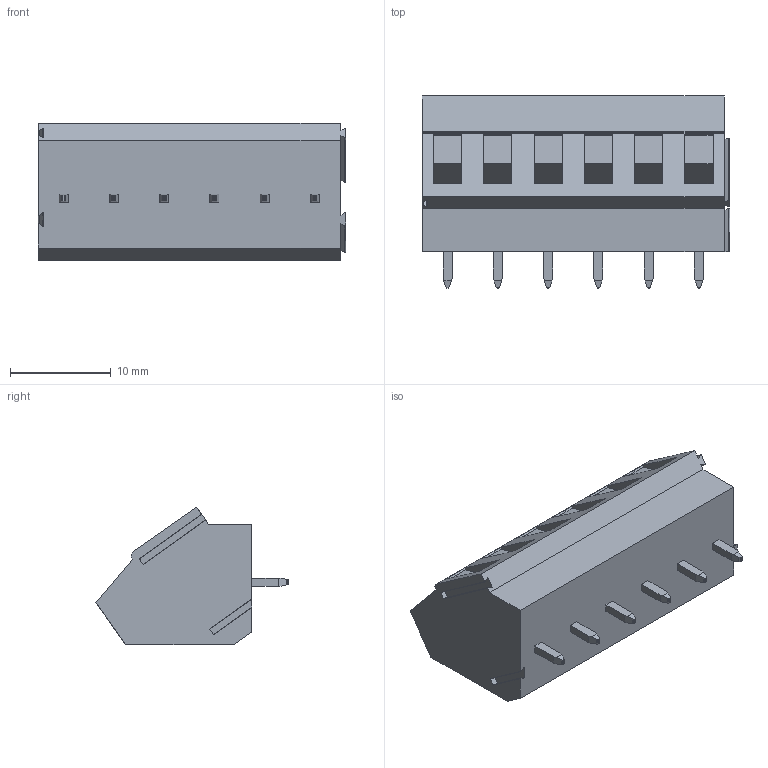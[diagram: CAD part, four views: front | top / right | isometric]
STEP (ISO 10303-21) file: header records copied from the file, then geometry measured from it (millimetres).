
FILE_DESCRIPTION(('STEP AP214'),'1');
FILE_NAME('terminal_blocks_a-tb500t206sb.stp','2020-03-14T02:59:02',('TraceParts'),('TraceParts S.A.'),'Spatial InterOp 3D',' ',' ');
FILE_SCHEMA(('AUTOMOTIVE_DESIGN { 1 0 10303 214 1 1 1 1 }'));
Length unit declared in the file: millimetre
Products named in the file (1): terminal_blocks_a-tb500t206sb
Bounding box: 30.55 x 19.09 x 13.7 mm (x, y, z)
Volume: 4189.6 mm3; surface area: 2572.5 mm2
Topology: 1 solids, 1 shells, 245 faces, 645 edges, 432 vertices
Faces by surface type: plane 205, cylinder 40
Entity records: 9469 total; most frequent: CARTESIAN_POINT 1323, ORIENTED_EDGE 1290, DIRECTION 1223, EDGE_CURVE 645, LINE 559, VECTOR 559, VERTEX_POINT 432, AXIS2_PLACEMENT_3D 332
